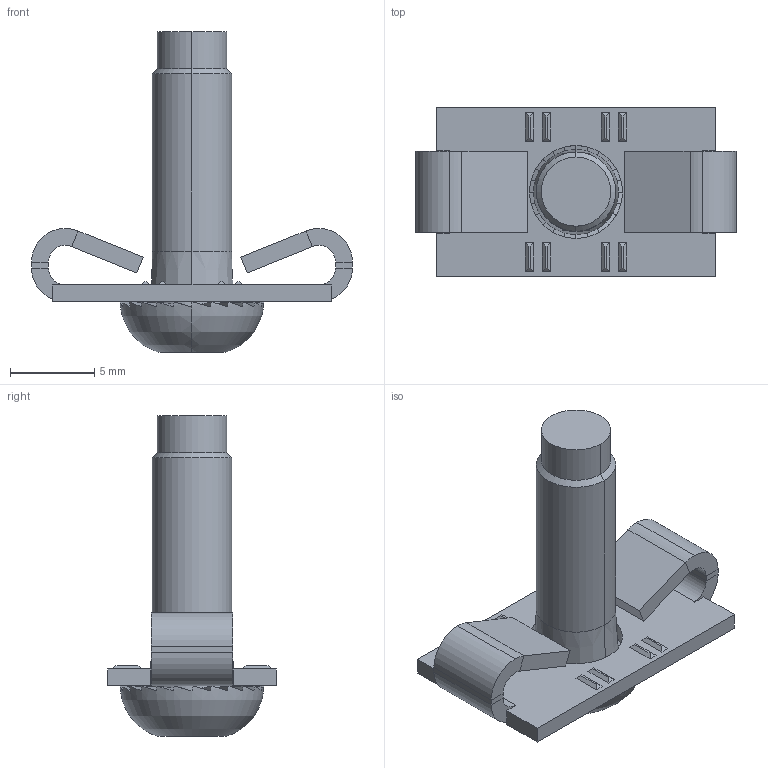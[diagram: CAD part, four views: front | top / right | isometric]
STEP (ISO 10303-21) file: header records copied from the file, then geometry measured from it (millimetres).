
FILE_DESCRIPTION(('FreeCAD Model'),'2;1');
FILE_NAME('Open CASCADE Shape Model','2024-03-18T14:41:06',(''),(''), 'Open CASCADE STEP processor 7.6','FreeCAD','Unknown');
FILE_SCHEMA(('AUTOMOTIVE_DESIGN { 1 0 10303 214 1 1 1 1 }'));
Length unit declared in the file: millimetre
Products named in the file (3): STI5-FS; SOLID; SOLID001
Assembly tree (2 placements, depth 2):
  STI5-FS
    SOLID
    SOLID001
Bounding box: 19 x 10 x 19 mm (x, y, z)
Volume: 605.1 mm3; surface area: 988 mm2
Topology: 2 solids, 2 shells, 170 faces, 424 edges, 265 vertices
Faces by surface type: plane 144, cylinder 18, cone 6, revolution 2
Entity records: 11722 total; most frequent: CARTESIAN_POINT 3320, DIRECTION 1516, LINE 988, VECTOR 988, ORIENTED_EDGE 844, PCURVE 844, DEFINITIONAL_REPRESENTATION 844, EDGE_CURVE 422
